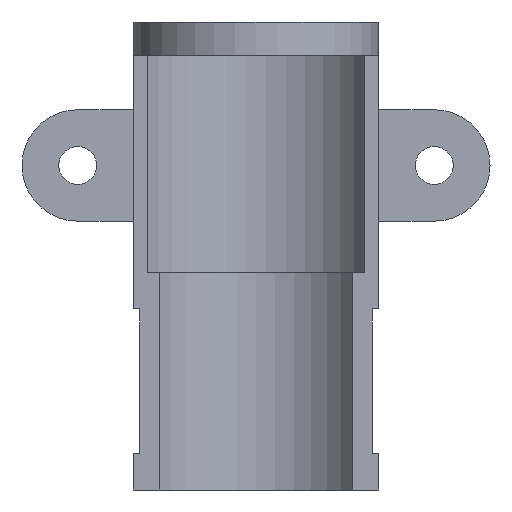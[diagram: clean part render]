
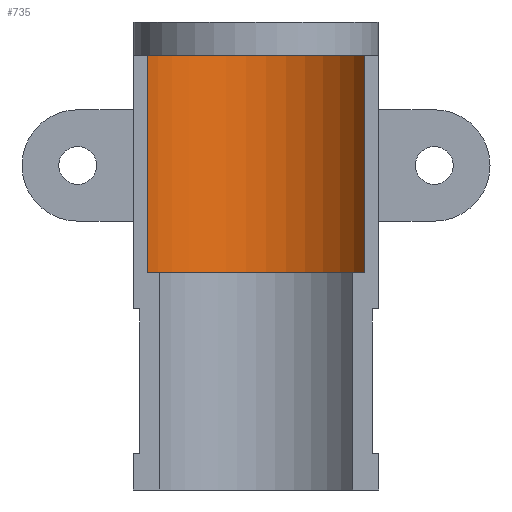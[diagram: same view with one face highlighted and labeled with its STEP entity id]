
A CAD part, front view. The second image highlights one B-rep face of the part: STEP entity #735.
In plain terms, the highlighted cylindrical face has radius 11.25 mm (diameter 22.5 mm), a partial arc.
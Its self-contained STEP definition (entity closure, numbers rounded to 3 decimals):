
#85=FACE_OUTER_BOUND('',#135,.T.);
#135=EDGE_LOOP('',(#673,#674,#675,#676));
#185=LINE('',#1148,#259);
#210=LINE('',#1233,#284);
#259=VECTOR('',#926,10.);
#284=VECTOR('',#1025,10.);
#297=CIRCLE('',#794,11.25);
#312=CIRCLE('',#820,11.25);
#356=VERTEX_POINT('',#1145);
#357=VERTEX_POINT('',#1147);
#363=VERTEX_POINT('',#1171);
#380=VERTEX_POINT('',#1228);
#439=EDGE_CURVE('',#357,#356,#185,.T.);
#451=EDGE_CURVE('',#363,#356,#297,.T.);
#481=EDGE_CURVE('',#357,#380,#312,.T.);
#482=EDGE_CURVE('',#380,#363,#210,.T.);
#673=ORIENTED_EDGE('',*,*,#481,.F.);
#674=ORIENTED_EDGE('',*,*,#439,.T.);
#675=ORIENTED_EDGE('',*,*,#451,.F.);
#676=ORIENTED_EDGE('',*,*,#482,.F.);
#700=CYLINDRICAL_SURFACE('',#822,11.25);
#735=ADVANCED_FACE('',(#85),#700,.F.);
#794=AXIS2_PLACEMENT_3D('',#1172,#952,#953);
#820=AXIS2_PLACEMENT_3D('',#1230,#1019,#1020);
#822=AXIS2_PLACEMENT_3D('',#1232,#1023,#1024);
#926=DIRECTION('',(0.,0.,-1.));
#952=DIRECTION('center_axis',(0.,0.,1.));
#953=DIRECTION('ref_axis',(-1.,0.,0.));
#1019=DIRECTION('center_axis',(0.,0.,-1.));
#1020=DIRECTION('ref_axis',(-1.,0.,0.));
#1023=DIRECTION('center_axis',(0.,0.,-1.));
#1024=DIRECTION('ref_axis',(-1.,0.,0.));
#1025=DIRECTION('',(0.,0.,-1.));
#1145=CARTESIAN_POINT('',(-9.779,16.631,-19.5));
#1147=CARTESIAN_POINT('',(-9.779,16.631,0.));
#1148=CARTESIAN_POINT('',(-9.779,16.631,0.));
#1171=CARTESIAN_POINT('',(9.779,16.631,-19.5));
#1172=CARTESIAN_POINT('Origin',(0.,11.07,-19.5));
#1228=CARTESIAN_POINT('',(9.779,16.631,0.));
#1230=CARTESIAN_POINT('Origin',(0.,11.07,0.));
#1232=CARTESIAN_POINT('Origin',(0.,11.07,0.));
#1233=CARTESIAN_POINT('',(9.779,16.631,0.));
